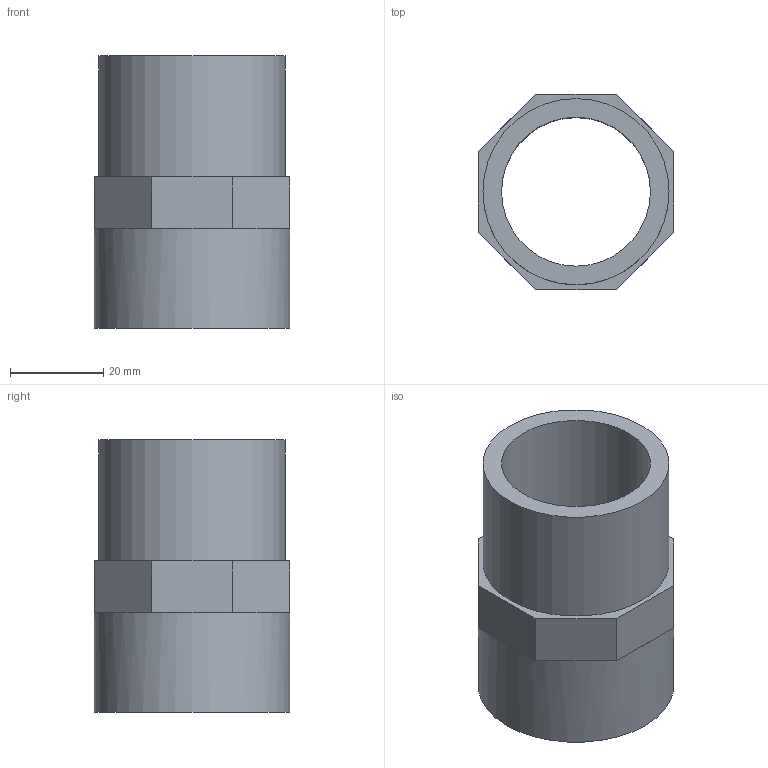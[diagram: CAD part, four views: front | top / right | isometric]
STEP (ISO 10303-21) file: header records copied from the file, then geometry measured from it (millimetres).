
FILE_DESCRIPTION(/* description */ (''),/* implementation_level */ '2;1');
FILE_NAME(/* name */ 'KIFV040032114.ipt.stp',/* time_stamp */ '2013-10-01T14:44:32+02:00',/* author */ ('bfaro'),/* organization */ (''),/* preprocessor_version */ 'ST-DEVELOPER v15.2',/* originating_system */ 'Autodesk Inventor 2014',/* authorisation */ '');
FILE_SCHEMA (('AUTOMOTIVE_DESIGN { 1 0 10303 214 3 1 1 }'));
Length unit declared in the file: millimetre
Products named in the file (1): KIFV040032114
Bounding box: 42 x 42 x 58.5 mm (x, y, z)
Volume: 31493.5 mm3; surface area: 14831 mm2
Topology: 1 solids, 1 shells, 22 faces, 48 edges, 29 vertices
Faces by surface type: plane 19, cylinder 3
Full cylindrical faces by diameter (mm): 32 x1, 40 x1, 42 x1
Entity records: 611 total; most frequent: DIRECTION 104, CARTESIAN_POINT 97, ORIENTED_EDGE 90, EDGE_CURVE 45, AXIS2_PLACEMENT_3D 36, LINE 32, VECTOR 32, VERTEX_POINT 29
